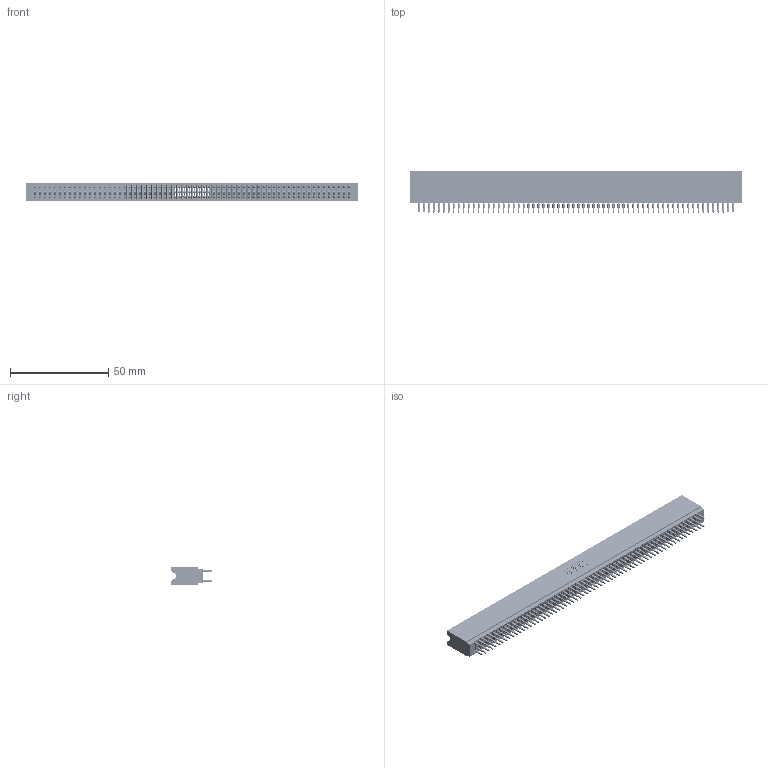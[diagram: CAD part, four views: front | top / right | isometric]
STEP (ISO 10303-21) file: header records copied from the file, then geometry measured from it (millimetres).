
FILE_DESCRIPTION (( 'STEP AP203' ), '1' );
FILE_NAME ('745-128-560-206.STEP', '2026-02-27T02:24:47', ( '' ), ( '' ), 'SwSTEP 2.0', 'SolidWorks 2023', '' );
FILE_SCHEMA (( 'CONFIG_CONTROL_DESIGN' ));
Length unit declared in the file: millimetre
Products named in the file (3): 745-128-560-206; 745 Part_Insulator Option - 06; 745-292-001_560
Assembly tree (129 placements, depth 2):
  745-128-560-206
    745 Part_Insulator Option - 06
    745-292-001_560  x128
Bounding box: 169.16 x 21.22 x 8.89 mm (x, y, z)
Volume: 15552.4 mm3; surface area: 34172.5 mm2
Topology: 129 solids, 129 shells, 12704 faces, 34756 edges, 22060 vertices
Faces by surface type: plane 6584, cylinder 2792, bspline 2560, torus 768
Entity records: 105085 total; most frequent: CARTESIAN_POINT 18724, ORIENTED_EDGE 18204, DIRECTION 15888, EDGE_CURVE 9102, VECTOR 8528, LINE 8528, VERTEX_POINT 5804, AXIS2_PLACEMENT_3D 3680
